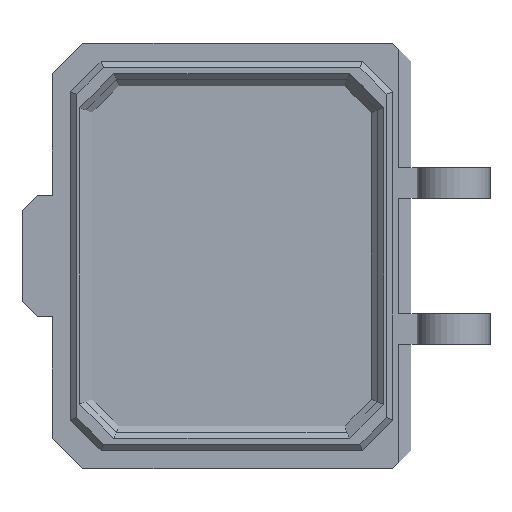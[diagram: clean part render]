
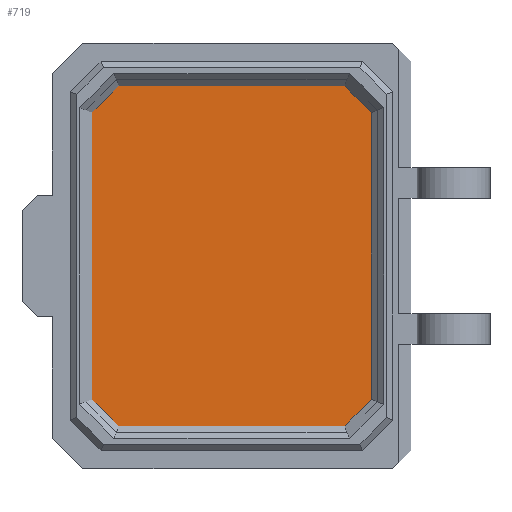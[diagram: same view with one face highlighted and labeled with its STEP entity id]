
A CAD part, top view. The second image highlights one B-rep face of the part: STEP entity #719.
In plain terms, the highlighted planar face has unit normal (0, 0, 1).
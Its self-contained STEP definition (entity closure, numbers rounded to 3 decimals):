
#719=ADVANCED_FACE('',(#1280),#1282,.T.);
#1280=FACE_BOUND('',#1281,.T.);
#1281=EDGE_LOOP('',(#1671,#1672,#1673,#1674,#1675,#1676,#1677,#1678));
#1282=PLANE('',#1283);
#1283=AXIS2_PLACEMENT_3D('',#1284,#1285,#1286);
#1284=CARTESIAN_POINT('',(0.,0.,1.));
#1285=DIRECTION('',(0.,0.,1.));
#1286=DIRECTION('',(-1.,0.,0.));
#1671=ORIENTED_EDGE('',*,*,#1877,.T.);
#1672=ORIENTED_EDGE('',*,*,#1875,.T.);
#1673=ORIENTED_EDGE('',*,*,#1873,.T.);
#1674=ORIENTED_EDGE('',*,*,#1871,.T.);
#1675=ORIENTED_EDGE('',*,*,#1869,.T.);
#1676=ORIENTED_EDGE('',*,*,#1867,.T.);
#1677=ORIENTED_EDGE('',*,*,#1865,.T.);
#1678=ORIENTED_EDGE('',*,*,#1879,.T.);
#1865=EDGE_CURVE('',#2173,#2171,#2174,.T.);
#1867=EDGE_CURVE('',#2176,#2173,#2177,.T.);
#1869=EDGE_CURVE('',#2179,#2176,#2180,.T.);
#1871=EDGE_CURVE('',#2182,#2179,#2183,.T.);
#1873=EDGE_CURVE('',#2185,#2182,#2186,.T.);
#1875=EDGE_CURVE('',#2188,#2185,#2189,.T.);
#1877=EDGE_CURVE('',#2191,#2188,#2192,.T.);
#1879=EDGE_CURVE('',#2171,#2191,#2194,.T.);
#2171=VERTEX_POINT('',#2848);
#2173=VERTEX_POINT('',#2852);
#2174=LINE('',#2853,#2854);
#2176=VERTEX_POINT('',#2859);
#2177=LINE('',#2860,#2861);
#2179=VERTEX_POINT('',#2866);
#2180=LINE('',#2867,#2868);
#2182=VERTEX_POINT('',#2873);
#2183=LINE('',#2874,#2875);
#2185=VERTEX_POINT('',#2880);
#2186=LINE('',#2881,#2882);
#2188=VERTEX_POINT('',#2887);
#2189=LINE('',#2888,#2889);
#2191=VERTEX_POINT('',#2894);
#2192=LINE('',#2895,#2896);
#2194=LINE('',#2901,#2902);
#2848=CARTESIAN_POINT('',(23.,23.586,1.));
#2852=CARTESIAN_POINT('',(23.,-23.586,1.));
#2853=CARTESIAN_POINT('',(23.,-23.586,1.));
#2854=VECTOR('',#2855,1.);
#2855=DIRECTION('',(0.,1.,0.));
#2859=CARTESIAN_POINT('',(18.586,-28.,1.));
#2860=CARTESIAN_POINT('',(18.586,-28.,1.));
#2861=VECTOR('',#2862,1.);
#2862=DIRECTION('',(0.707,0.707,0.));
#2866=CARTESIAN_POINT('',(-18.586,-28.,1.));
#2867=CARTESIAN_POINT('',(-18.586,-28.,1.));
#2868=VECTOR('',#2869,1.);
#2869=DIRECTION('',(1.,0.,0.));
#2873=CARTESIAN_POINT('',(-23.,-23.586,1.));
#2874=CARTESIAN_POINT('',(-23.,-23.586,1.));
#2875=VECTOR('',#2876,1.);
#2876=DIRECTION('',(0.707,-0.707,0.));
#2880=CARTESIAN_POINT('',(-23.,23.586,1.));
#2881=CARTESIAN_POINT('',(-23.,23.586,1.));
#2882=VECTOR('',#2883,1.);
#2883=DIRECTION('',(0.,-1.,0.));
#2887=CARTESIAN_POINT('',(-18.586,28.,1.));
#2888=CARTESIAN_POINT('',(-18.586,28.,1.));
#2889=VECTOR('',#2890,1.);
#2890=DIRECTION('',(-0.707,-0.707,0.));
#2894=CARTESIAN_POINT('',(18.586,28.,1.));
#2895=CARTESIAN_POINT('',(18.586,28.,1.));
#2896=VECTOR('',#2897,1.);
#2897=DIRECTION('',(-1.,0.,0.));
#2901=CARTESIAN_POINT('',(23.,23.586,1.));
#2902=VECTOR('',#2903,1.);
#2903=DIRECTION('',(-0.707,0.707,0.));
